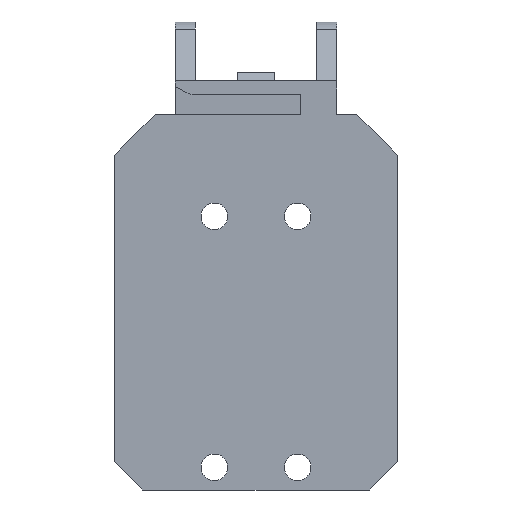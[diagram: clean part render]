
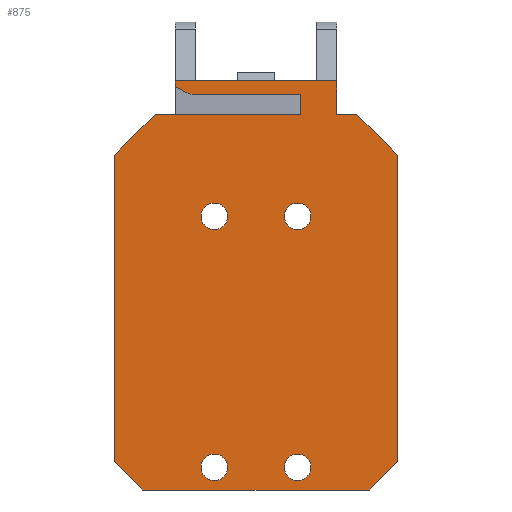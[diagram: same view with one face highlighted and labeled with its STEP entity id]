
A CAD part, front view. The second image highlights one B-rep face of the part: STEP entity #875.
In plain terms, the highlighted planar face has unit normal (0, -1, 0).
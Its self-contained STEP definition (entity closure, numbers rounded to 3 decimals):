
#32=FACE_BOUND('',#124,.T.);
#33=FACE_BOUND('',#125,.T.);
#34=FACE_BOUND('',#126,.T.);
#35=FACE_BOUND('',#127,.T.);
#44=CIRCLE('',#939,2.);
#45=CIRCLE('',#940,1.65);
#46=CIRCLE('',#941,1.65);
#47=CIRCLE('',#942,1.65);
#48=CIRCLE('',#943,1.65);
#74=FACE_OUTER_BOUND('',#123,.T.);
#123=EDGE_LOOP('',(#625,#626,#627,#628,#629,#630,#631,#632,#633,#634,#635,
#636,#637,#638,#639,#640,#641,#642));
#124=EDGE_LOOP('',(#643));
#125=EDGE_LOOP('',(#644));
#126=EDGE_LOOP('',(#645));
#127=EDGE_LOOP('',(#646));
#168=LINE('',#1246,#269);
#174=LINE('',#1257,#275);
#186=LINE('',#1290,#287);
#188=LINE('',#1294,#289);
#190=LINE('',#1297,#291);
#191=LINE('',#1300,#292);
#193=LINE('',#1304,#294);
#195=LINE('',#1308,#296);
#196=LINE('',#1310,#297);
#197=LINE('',#1312,#298);
#198=LINE('',#1314,#299);
#199=LINE('',#1316,#300);
#200=LINE('',#1318,#301);
#201=LINE('',#1322,#302);
#202=LINE('',#1324,#303);
#203=LINE('',#1326,#304);
#204=LINE('',#1327,#305);
#269=VECTOR('',#1001,10.);
#275=VECTOR('',#1009,10.);
#287=VECTOR('',#1033,10.);
#289=VECTOR('',#1037,10.);
#291=VECTOR('',#1041,10.);
#292=VECTOR('',#1044,10.);
#294=VECTOR('',#1048,10.);
#296=VECTOR('',#1052,10.);
#297=VECTOR('',#1053,10.);
#298=VECTOR('',#1054,10.);
#299=VECTOR('',#1055,10.);
#300=VECTOR('',#1056,10.);
#301=VECTOR('',#1057,10.);
#302=VECTOR('',#1060,10.);
#303=VECTOR('',#1061,10.);
#304=VECTOR('',#1062,10.);
#305=VECTOR('',#1063,10.);
#370=VERTEX_POINT('',#1244);
#371=VERTEX_POINT('',#1245);
#375=VERTEX_POINT('',#1255);
#389=VERTEX_POINT('',#1287);
#390=VERTEX_POINT('',#1289);
#391=VERTEX_POINT('',#1293);
#392=VERTEX_POINT('',#1299);
#393=VERTEX_POINT('',#1303);
#394=VERTEX_POINT('',#1307);
#395=VERTEX_POINT('',#1309);
#396=VERTEX_POINT('',#1311);
#397=VERTEX_POINT('',#1313);
#398=VERTEX_POINT('',#1315);
#399=VERTEX_POINT('',#1317);
#400=VERTEX_POINT('',#1319);
#401=VERTEX_POINT('',#1321);
#402=VERTEX_POINT('',#1323);
#403=VERTEX_POINT('',#1325);
#404=VERTEX_POINT('',#1328);
#405=VERTEX_POINT('',#1330);
#406=VERTEX_POINT('',#1332);
#407=VERTEX_POINT('',#1334);
#454=EDGE_CURVE('',#370,#371,#168,.T.);
#460=EDGE_CURVE('',#370,#375,#174,.T.);
#476=EDGE_CURVE('',#389,#390,#186,.T.);
#478=EDGE_CURVE('',#391,#390,#188,.T.);
#480=EDGE_CURVE('',#389,#371,#190,.T.);
#481=EDGE_CURVE('',#391,#392,#191,.T.);
#483=EDGE_CURVE('',#393,#392,#193,.T.);
#485=EDGE_CURVE('',#394,#375,#195,.T.);
#486=EDGE_CURVE('',#394,#395,#196,.T.);
#487=EDGE_CURVE('',#395,#396,#197,.T.);
#488=EDGE_CURVE('',#396,#397,#198,.T.);
#489=EDGE_CURVE('',#398,#397,#199,.T.);
#490=EDGE_CURVE('',#399,#398,#200,.T.);
#491=EDGE_CURVE('',#400,#399,#44,.T.);
#492=EDGE_CURVE('',#400,#401,#201,.T.);
#493=EDGE_CURVE('',#401,#402,#202,.T.);
#494=EDGE_CURVE('',#403,#402,#203,.T.);
#495=EDGE_CURVE('',#393,#403,#204,.T.);
#496=EDGE_CURVE('',#404,#404,#45,.T.);
#497=EDGE_CURVE('',#405,#405,#46,.T.);
#498=EDGE_CURVE('',#406,#406,#47,.T.);
#499=EDGE_CURVE('',#407,#407,#48,.T.);
#625=ORIENTED_EDGE('',*,*,#454,.F.);
#626=ORIENTED_EDGE('',*,*,#460,.T.);
#627=ORIENTED_EDGE('',*,*,#485,.F.);
#628=ORIENTED_EDGE('',*,*,#486,.T.);
#629=ORIENTED_EDGE('',*,*,#487,.T.);
#630=ORIENTED_EDGE('',*,*,#488,.T.);
#631=ORIENTED_EDGE('',*,*,#489,.F.);
#632=ORIENTED_EDGE('',*,*,#490,.F.);
#633=ORIENTED_EDGE('',*,*,#491,.F.);
#634=ORIENTED_EDGE('',*,*,#492,.T.);
#635=ORIENTED_EDGE('',*,*,#493,.T.);
#636=ORIENTED_EDGE('',*,*,#494,.F.);
#637=ORIENTED_EDGE('',*,*,#495,.F.);
#638=ORIENTED_EDGE('',*,*,#483,.T.);
#639=ORIENTED_EDGE('',*,*,#481,.F.);
#640=ORIENTED_EDGE('',*,*,#478,.T.);
#641=ORIENTED_EDGE('',*,*,#476,.F.);
#642=ORIENTED_EDGE('',*,*,#480,.T.);
#643=ORIENTED_EDGE('',*,*,#496,.T.);
#644=ORIENTED_EDGE('',*,*,#497,.T.);
#645=ORIENTED_EDGE('',*,*,#498,.T.);
#646=ORIENTED_EDGE('',*,*,#499,.T.);
#843=PLANE('',#938);
#875=ADVANCED_FACE('',(#74,#32,#33,#34,#35),#843,.F.);
#938=AXIS2_PLACEMENT_3D('',#1306,#1050,#1051);
#939=AXIS2_PLACEMENT_3D('',#1320,#1058,#1059);
#940=AXIS2_PLACEMENT_3D('',#1329,#1064,#1065);
#941=AXIS2_PLACEMENT_3D('',#1331,#1066,#1067);
#942=AXIS2_PLACEMENT_3D('',#1333,#1068,#1069);
#943=AXIS2_PLACEMENT_3D('',#1335,#1070,#1071);
#1001=DIRECTION('',(0.707,0.,-0.707));
#1009=DIRECTION('',(-1.,0.,0.));
#1033=DIRECTION('',(-0.707,0.,-0.707));
#1037=DIRECTION('',(1.,0.,0.));
#1041=DIRECTION('',(0.,0.,1.));
#1044=DIRECTION('',(-0.707,0.,0.707));
#1048=DIRECTION('',(0.,0.,-1.));
#1050=DIRECTION('center_axis',(0.,1.,0.));
#1051=DIRECTION('ref_axis',(-1.,0.,0.));
#1052=DIRECTION('',(0.,0.,-1.));
#1053=DIRECTION('',(-1.,0.,0.));
#1054=DIRECTION('',(-1.,0.,0.));
#1055=DIRECTION('',(-1.,0.,0.));
#1056=DIRECTION('',(0.,0.,1.));
#1057=DIRECTION('',(-0.866,0.,0.5));
#1058=DIRECTION('center_axis',(0.,1.,0.));
#1059=DIRECTION('ref_axis',(-0.259,0.,-0.966));
#1060=DIRECTION('',(1.,0.,0.));
#1061=DIRECTION('',(0.,0.,-1.));
#1062=DIRECTION('',(1.,0.,0.));
#1063=DIRECTION('',(0.707,0.,0.707));
#1064=DIRECTION('center_axis',(0.,1.,0.));
#1065=DIRECTION('ref_axis',(1.,0.,0.));
#1066=DIRECTION('center_axis',(0.,1.,0.));
#1067=DIRECTION('ref_axis',(1.,0.,0.));
#1068=DIRECTION('center_axis',(0.,1.,0.));
#1069=DIRECTION('ref_axis',(1.,0.,0.));
#1070=DIRECTION('center_axis',(0.,1.,0.));
#1071=DIRECTION('ref_axis',(1.,0.,0.));
#1244=CARTESIAN_POINT('',(12.5,108.298,55.861));
#1245=CARTESIAN_POINT('',(17.5,108.298,50.861));
#1246=CARTESIAN_POINT('',(17.566,108.298,50.796));
#1255=CARTESIAN_POINT('',(9.998,108.298,55.861));
#1257=CARTESIAN_POINT('',(-8.75,108.298,55.861));
#1287=CARTESIAN_POINT('',(17.5,108.298,12.87));
#1289=CARTESIAN_POINT('',(14.,108.298,9.37));
#1290=CARTESIAN_POINT('',(16.057,108.298,11.427));
#1293=CARTESIAN_POINT('',(-14.,108.298,9.37));
#1294=CARTESIAN_POINT('',(16.5,108.298,9.37));
#1297=CARTESIAN_POINT('',(17.5,108.298,37.855));
#1299=CARTESIAN_POINT('',(-17.5,108.298,12.87));
#1300=CARTESIAN_POINT('',(-16.057,108.298,11.427));
#1303=CARTESIAN_POINT('',(-17.5,108.298,50.861));
#1304=CARTESIAN_POINT('',(-17.5,108.298,37.855));
#1306=CARTESIAN_POINT('Origin',(0.,108.298,28.098));
#1307=CARTESIAN_POINT('',(9.998,108.298,60.061));
#1308=CARTESIAN_POINT('',(9.998,108.298,45.974));
#1309=CARTESIAN_POINT('',(7.498,108.298,60.061));
#1310=CARTESIAN_POINT('',(-3.751,108.298,60.061));
#1311=CARTESIAN_POINT('',(-7.503,108.298,60.061));
#1312=CARTESIAN_POINT('',(-3.251,108.298,60.061));
#1313=CARTESIAN_POINT('',(-10.003,108.298,60.061));
#1314=CARTESIAN_POINT('',(-3.751,108.298,60.061));
#1315=CARTESIAN_POINT('',(-10.003,108.298,59.361));
#1316=CARTESIAN_POINT('',(-10.003,108.298,35.73));
#1317=CARTESIAN_POINT('',(-8.735,108.298,58.629));
#1318=CARTESIAN_POINT('',(0.885,108.298,53.075));
#1319=CARTESIAN_POINT('',(-7.735,108.298,58.361));
#1320=CARTESIAN_POINT('Origin',(-7.735,108.298,60.361));
#1321=CARTESIAN_POINT('',(5.54,108.298,58.361));
#1322=CARTESIAN_POINT('',(-5.001,108.298,58.361));
#1323=CARTESIAN_POINT('',(5.54,108.298,55.861));
#1324=CARTESIAN_POINT('',(5.54,108.298,42.322));
#1325=CARTESIAN_POINT('',(-12.5,108.298,55.861));
#1326=CARTESIAN_POINT('',(-5.001,108.298,55.861));
#1327=CARTESIAN_POINT('',(-17.566,108.298,50.796));
#1328=CARTESIAN_POINT('',(3.498,108.298,12.17));
#1329=CARTESIAN_POINT('Origin',(5.148,108.298,12.17));
#1330=CARTESIAN_POINT('',(-6.802,108.298,43.261));
#1331=CARTESIAN_POINT('Origin',(-5.152,108.298,43.261));
#1332=CARTESIAN_POINT('',(-6.802,108.298,12.17));
#1333=CARTESIAN_POINT('Origin',(-5.152,108.298,12.17));
#1334=CARTESIAN_POINT('',(3.498,108.298,43.261));
#1335=CARTESIAN_POINT('Origin',(5.148,108.298,43.261));
